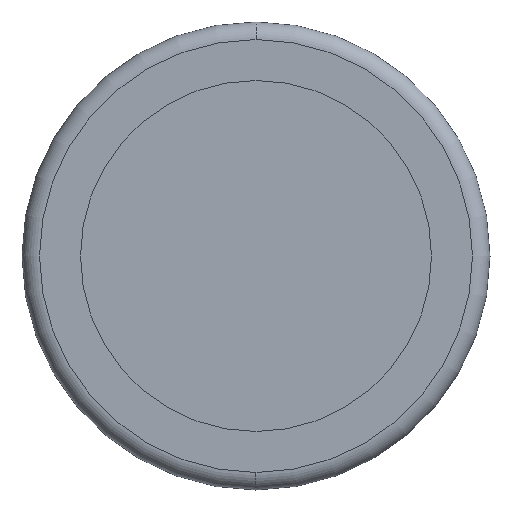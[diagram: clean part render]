
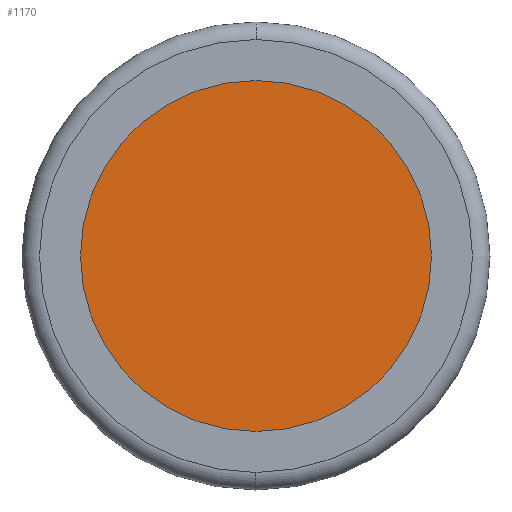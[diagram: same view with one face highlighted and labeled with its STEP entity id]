
A CAD part, left-side view. The second image highlights one B-rep face of the part: STEP entity #1170.
In plain terms, the highlighted planar face has unit normal (-1, 0, 0).
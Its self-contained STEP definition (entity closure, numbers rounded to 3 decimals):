
#87 = CARTESIAN_POINT ( 'NONE',  ( 0., 0., 0. ) ) ;
#88 = DIRECTION ( 'NONE',  ( 1., 0., 0. ) ) ;
#89 = DIRECTION ( 'NONE',  ( 0., 0., -1. ) ) ;
#224 = ORIENTED_EDGE ( 'NONE', *, *, #1426, .F. ) ;
#225 = ORIENTED_EDGE ( 'NONE', *, *, #1242, .F. ) ;
#566 = PLANE ( 'NONE',  #734 ) ;
#567 = CARTESIAN_POINT ( 'NONE',  ( 0., 0., 0. ) ) ;
#568 = DIRECTION ( 'NONE',  ( 1., 0., 0. ) ) ;
#569 = DIRECTION ( 'NONE',  ( 0., 0., -1. ) ) ;
#731 = FACE_OUTER_BOUND ( 'NONE', #1485, .T. ) ;
#734 = AXIS2_PLACEMENT_3D ( 'NONE', #567, #568, #569 ) ;
#936 = AXIS2_PLACEMENT_3D ( 'NONE', #2091, #2098, #2099 ) ;
#1010 = AXIS2_PLACEMENT_3D ( 'NONE', #87, #88, #89 ) ;
#1170 = ADVANCED_FACE ( 'NONE', ( #731 ), #566, .F. ) ;
#1214 = CIRCLE ( 'NONE', #936, 32.05 ) ;
#1242 = EDGE_CURVE ( 'NONE', #2514, #2503, #1405, .T. ) ;
#1405 = CIRCLE ( 'NONE', #1010, 32.05 ) ;
#1426 = EDGE_CURVE ( 'NONE', #2503, #2514, #1214, .T. ) ;
#1485 = EDGE_LOOP ( 'NONE', ( #224, #225 ) ) ;
#1797 = CARTESIAN_POINT ( 'NONE',  ( 0., 0., 32.05 ) ) ;
#1808 = CARTESIAN_POINT ( 'NONE',  ( 0., 0., -32.05 ) ) ;
#2091 = CARTESIAN_POINT ( 'NONE',  ( 0., 0., 0. ) ) ;
#2098 = DIRECTION ( 'NONE',  ( 1., 0., 0. ) ) ;
#2099 = DIRECTION ( 'NONE',  ( 0., 0., -1. ) ) ;
#2503 = VERTEX_POINT ( 'NONE', #1797 ) ;
#2514 = VERTEX_POINT ( 'NONE', #1808 ) ;
